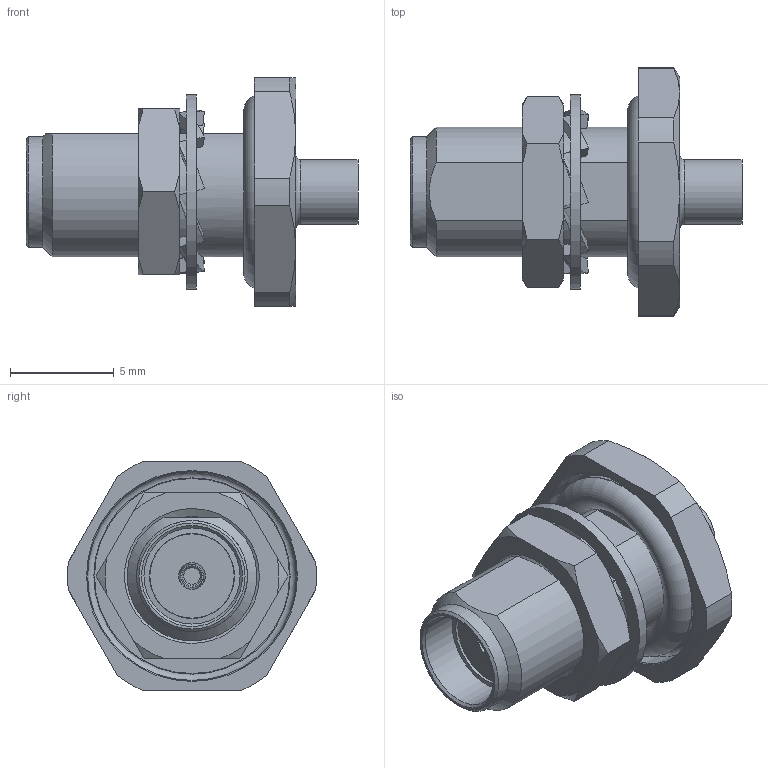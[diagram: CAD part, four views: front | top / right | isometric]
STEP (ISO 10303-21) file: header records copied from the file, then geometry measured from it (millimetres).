
FILE_DESCRIPTION (( 'STEP AP203' ), '1' );
FILE_NAME ('R124.326.003C.STEP', '2012-05-16T04:42:29', ( '' ), ( '' ), 'SwSTEP 2.0', 'SolidWorks 2011', '' );
FILE_SCHEMA (( 'CONFIG_CONTROL_DESIGN' ));
Length unit declared in the file: millimetre
Products named in the file (1): R124.326.003C
Bounding box: 16 x 11.99 x 11 mm (x, y, z)
Volume: 568.6 mm3; surface area: 934.1 mm2
Topology: 1 solids, 2 shells, 167 faces, 461 edges, 303 vertices
Faces by surface type: plane 74, cylinder 48, cone 39, torus 6
Full cylindrical faces by diameter (mm): 1.3 x1, 2.25 x1, 3.1 x1, 4.06 x1, 4.1 x1, 4.63 x1, 5.35 x1, 6.26 x1, 7.128 x1, 7.9 x1, 9.4 x2, 10.06 x1
Entity records: 5471 total; most frequent: CARTESIAN_POINT 1442, ORIENTED_EDGE 838, DIRECTION 780, EDGE_CURVE 419, AXIS2_PLACEMENT_3D 320, VERTEX_POINT 290, EDGE_LOOP 221, FACE_OUTER_BOUND 186
